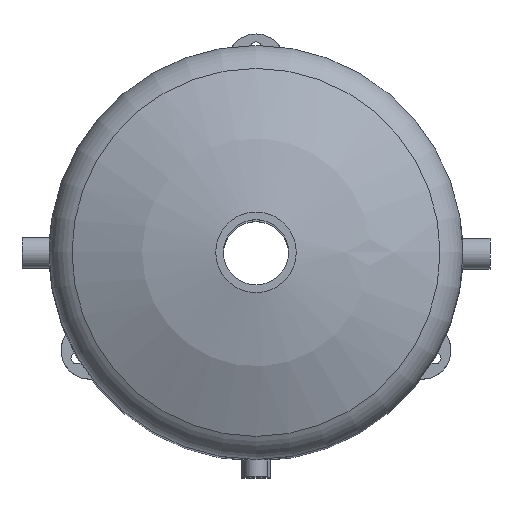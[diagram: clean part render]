
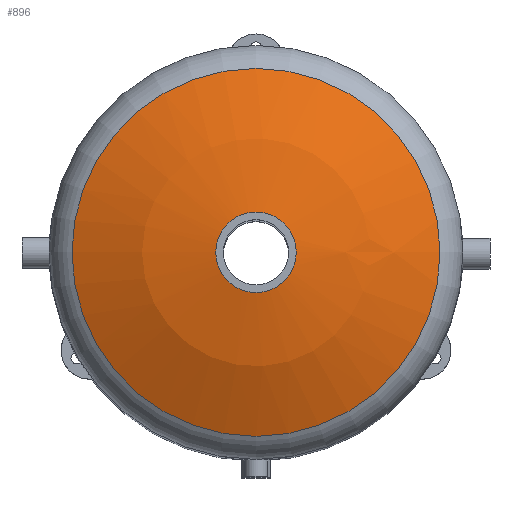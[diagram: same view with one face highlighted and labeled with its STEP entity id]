
A CAD part, top view. The second image highlights one B-rep face of the part: STEP entity #896.
In plain terms, the highlighted spherical face has radius 360 mm.
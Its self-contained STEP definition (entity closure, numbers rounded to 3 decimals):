
#192=SPHERICAL_SURFACE('',#1009,360.);
#245=FACE_BOUND('',#418,.T.);
#305=FACE_OUTER_BOUND('',#417,.T.);
#417=EDGE_LOOP('',(#809));
#418=EDGE_LOOP('',(#810));
#458=CIRCLE('',#997,35.);
#464=CIRCLE('',#1008,160.);
#533=VERTEX_POINT('',#2113);
#539=VERTEX_POINT('',#2130);
#624=EDGE_CURVE('',#533,#533,#458,.T.);
#630=EDGE_CURVE('',#539,#539,#464,.T.);
#809=ORIENTED_EDGE('',*,*,#624,.T.);
#810=ORIENTED_EDGE('',*,*,#630,.T.);
#896=ADVANCED_FACE('',(#305,#245),#192,.T.);
#997=AXIS2_PLACEMENT_3D('',#2114,#1223,#1224);
#1008=AXIS2_PLACEMENT_3D('',#2131,#1245,#1246);
#1009=AXIS2_PLACEMENT_3D('',#2132,#1247,#1248);
#1223=DIRECTION('center_axis',(0.,0.,-1.));
#1224=DIRECTION('ref_axis',(1.,0.,0.));
#1245=DIRECTION('center_axis',(0.,0.,1.));
#1246=DIRECTION('ref_axis',(1.,0.,0.));
#1247=DIRECTION('center_axis',(0.,0.,1.));
#1248=DIRECTION('ref_axis',(1.,0.,0.));
#2113=CARTESIAN_POINT('',(-35.,0.,83.295));
#2114=CARTESIAN_POINT('Origin',(0.,0.,83.295));
#2130=CARTESIAN_POINT('',(160.,0.,47.49));
#2131=CARTESIAN_POINT('Origin',(0.,0.,47.49));
#2132=CARTESIAN_POINT('Origin',(0.,0.,-275.));
